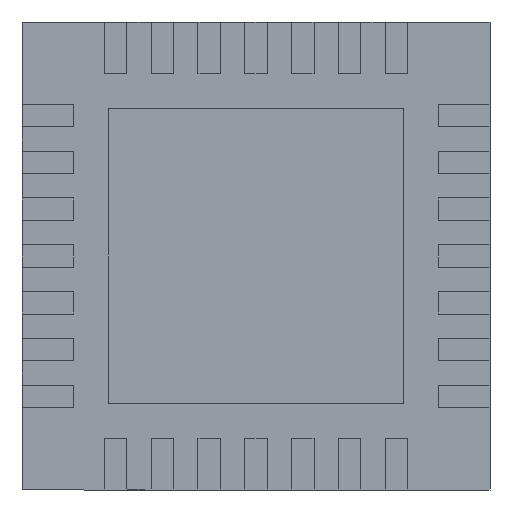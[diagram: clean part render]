
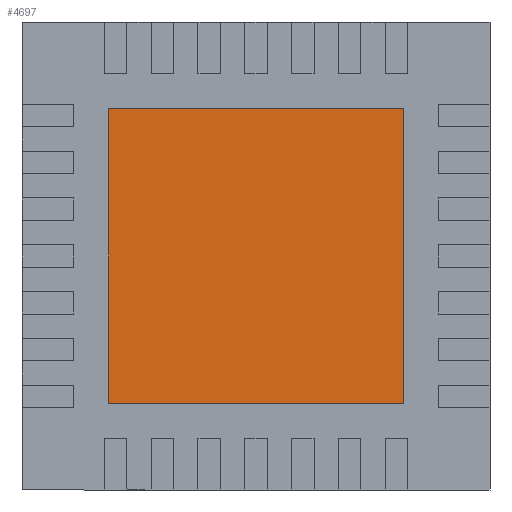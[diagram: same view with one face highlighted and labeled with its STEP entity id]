
A CAD part, front view. The second image highlights one B-rep face of the part: STEP entity #4697.
In plain terms, the highlighted planar face has unit normal (0, -1, 0).
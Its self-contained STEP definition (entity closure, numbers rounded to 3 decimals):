
#119 = DIRECTION ( 'NONE',  ( 0., -1., 0. ) ) ;
#436 = CARTESIAN_POINT ( 'NONE',  ( 1.575, 0., -1.575 ) ) ;
#482 = VERTEX_POINT ( 'NONE', #2742 ) ;
#978 = CARTESIAN_POINT ( 'NONE',  ( -1.575, 0., 1.575 ) ) ;
#1066 = DIRECTION ( 'NONE',  ( 1., 0., 0. ) ) ;
#1284 = CARTESIAN_POINT ( 'NONE',  ( 0., 0., 0. ) ) ;
#1514 = EDGE_CURVE ( 'NONE', #4391, #482, #7015, .T. ) ;
#1609 = EDGE_LOOP ( 'NONE', ( #4175, #7736, #3213, #8125 ) ) ;
#1787 = DIRECTION ( 'NONE',  ( -1., 0., 0. ) ) ;
#1969 = EDGE_CURVE ( 'NONE', #5628, #5101, #8794, .T. ) ;
#2047 = EDGE_CURVE ( 'NONE', #482, #5628, #3130, .T. ) ;
#2070 = VECTOR ( 'NONE', #6094, 1000. ) ;
#2516 = VECTOR ( 'NONE', #1066, 1000. ) ;
#2742 = CARTESIAN_POINT ( 'NONE',  ( 1.575, 0., -1.575 ) ) ;
#2792 = DIRECTION ( 'NONE',  ( 0., 0., -1. ) ) ;
#3130 = LINE ( 'NONE', #5728, #2070 ) ;
#3213 = ORIENTED_EDGE ( 'NONE', *, *, #2047, .T. ) ;
#3700 = AXIS2_PLACEMENT_3D ( 'NONE', #1284, #119, #2792 ) ;
#3775 = VECTOR ( 'NONE', #1787, 1000. ) ;
#3809 = CARTESIAN_POINT ( 'NONE',  ( 1.575, 0., 1.575 ) ) ;
#4175 = ORIENTED_EDGE ( 'NONE', *, *, #8719, .T. ) ;
#4391 = VERTEX_POINT ( 'NONE', #7120 ) ;
#4697 = ADVANCED_FACE ( 'NONE', ( #6765 ), #4728, .T. ) ;
#4728 = PLANE ( 'NONE',  #3700 ) ;
#5101 = VERTEX_POINT ( 'NONE', #978 ) ;
#5628 = VERTEX_POINT ( 'NONE', #6968 ) ;
#5728 = CARTESIAN_POINT ( 'NONE',  ( 1.575, 0., -1.575 ) ) ;
#6094 = DIRECTION ( 'NONE',  ( 0., 0., 1. ) ) ;
#6180 = LINE ( 'NONE', #7425, #6290 ) ;
#6290 = VECTOR ( 'NONE', #7344, 1000. ) ;
#6765 = FACE_OUTER_BOUND ( 'NONE', #1609, .T. ) ;
#6968 = CARTESIAN_POINT ( 'NONE',  ( 1.575, 0., 1.575 ) ) ;
#7015 = LINE ( 'NONE', #436, #2516 ) ;
#7120 = CARTESIAN_POINT ( 'NONE',  ( -1.575, 0., -1.575 ) ) ;
#7344 = DIRECTION ( 'NONE',  ( 0., 0., -1. ) ) ;
#7425 = CARTESIAN_POINT ( 'NONE',  ( -1.575, 0., -1.575 ) ) ;
#7736 = ORIENTED_EDGE ( 'NONE', *, *, #1514, .T. ) ;
#8125 = ORIENTED_EDGE ( 'NONE', *, *, #1969, .T. ) ;
#8719 = EDGE_CURVE ( 'NONE', #5101, #4391, #6180, .T. ) ;
#8794 = LINE ( 'NONE', #3809, #3775 ) ;
